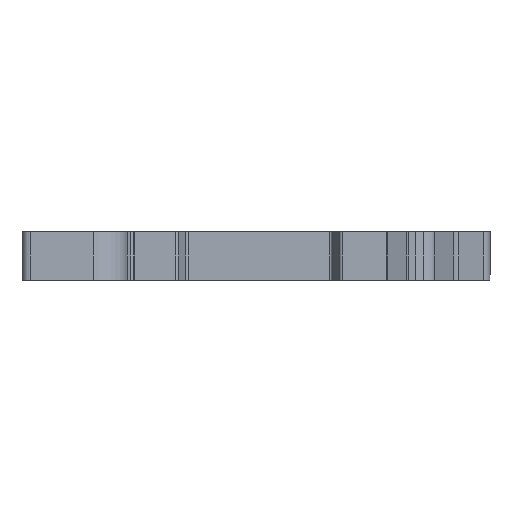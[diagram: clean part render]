
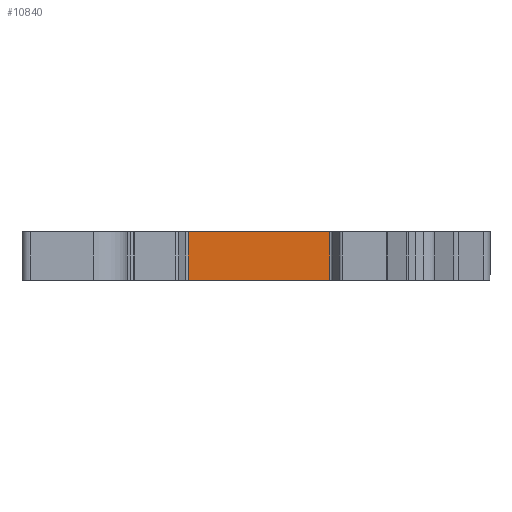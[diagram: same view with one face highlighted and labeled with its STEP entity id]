
A CAD part, front view. The second image highlights one B-rep face of the part: STEP entity #10840.
In plain terms, the highlighted planar face has unit normal (0, -1, 0).
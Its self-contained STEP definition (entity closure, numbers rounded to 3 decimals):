
#374 = DIRECTION ( 'NONE',  ( 0., 0., -1. ) ) ;
#609 = DIRECTION ( 'NONE',  ( 0., 1., 0. ) ) ;
#611 = EDGE_CURVE ( 'NONE', #6197, #12273, #1460, .T. ) ;
#825 = DIRECTION ( 'NONE',  ( 0., 0., -1. ) ) ;
#1209 = CARTESIAN_POINT ( 'NONE',  ( 0.196, -8.987, 3.535 ) ) ;
#1368 = LINE ( 'NONE', #9095, #12350 ) ;
#1460 = LINE ( 'NONE', #1209, #3982 ) ;
#1676 = CARTESIAN_POINT ( 'NONE',  ( -17.296, -8.987, 3.535 ) ) ;
#3328 = DIRECTION ( 'NONE',  ( 1., 0., 0. ) ) ;
#3461 = CARTESIAN_POINT ( 'NONE',  ( -8.55, -8.987, -2.465 ) ) ;
#3701 = VECTOR ( 'NONE', #3328, 1000. ) ;
#3982 = VECTOR ( 'NONE', #825, 1000. ) ;
#4048 = EDGE_CURVE ( 'NONE', #6809, #6197, #6793, .T. ) ;
#4695 = EDGE_CURVE ( 'NONE', #6809, #11640, #1368, .T. ) ;
#5194 = CARTESIAN_POINT ( 'NONE',  ( 0.196, -8.987, 3.535 ) ) ;
#6197 = VERTEX_POINT ( 'NONE', #5194 ) ;
#6550 = LINE ( 'NONE', #3461, #3701 ) ;
#6793 = LINE ( 'NONE', #11101, #12732 ) ;
#6809 = VERTEX_POINT ( 'NONE', #1676 ) ;
#7052 = CARTESIAN_POINT ( 'NONE',  ( -8.55, -8.987, 3.535 ) ) ;
#7190 = ORIENTED_EDGE ( 'NONE', *, *, #611, .F. ) ;
#8108 = DIRECTION ( 'NONE',  ( -1., 0., 0. ) ) ;
#8256 = CARTESIAN_POINT ( 'NONE',  ( 0.196, -8.987, -2.465 ) ) ;
#8462 = CARTESIAN_POINT ( 'NONE',  ( -17.296, -8.987, -2.465 ) ) ;
#9095 = CARTESIAN_POINT ( 'NONE',  ( -17.296, -8.987, 3.535 ) ) ;
#9405 = ORIENTED_EDGE ( 'NONE', *, *, #4048, .F. ) ;
#9947 = EDGE_CURVE ( 'NONE', #11640, #12273, #6550, .T. ) ;
#10840 = ADVANCED_FACE ( 'NONE', ( #11807 ), #13258, .F. ) ;
#11101 = CARTESIAN_POINT ( 'NONE',  ( -8.55, -8.987, 3.535 ) ) ;
#11160 = DIRECTION ( 'NONE',  ( 1., 0., 0. ) ) ;
#11640 = VERTEX_POINT ( 'NONE', #8462 ) ;
#11756 = ORIENTED_EDGE ( 'NONE', *, *, #9947, .T. ) ;
#11807 = FACE_OUTER_BOUND ( 'NONE', #13680, .T. ) ;
#11953 = AXIS2_PLACEMENT_3D ( 'NONE', #7052, #609, #8108 ) ;
#12273 = VERTEX_POINT ( 'NONE', #8256 ) ;
#12350 = VECTOR ( 'NONE', #374, 1000. ) ;
#12732 = VECTOR ( 'NONE', #11160, 1000. ) ;
#12998 = ORIENTED_EDGE ( 'NONE', *, *, #4695, .T. ) ;
#13258 = PLANE ( 'NONE',  #11953 ) ;
#13680 = EDGE_LOOP ( 'NONE', ( #11756, #7190, #9405, #12998 ) ) ;
